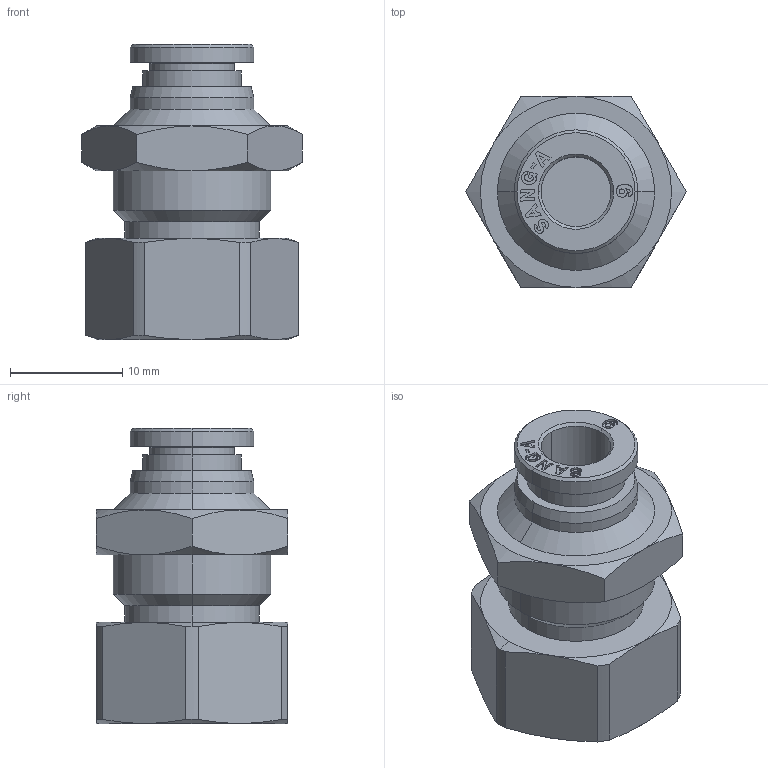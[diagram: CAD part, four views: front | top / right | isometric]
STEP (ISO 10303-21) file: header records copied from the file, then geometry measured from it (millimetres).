
FILE_DESCRIPTION (( 'STEP AP214' ), '1' );
FILE_NAME ('PMF06-G01.stp', '2015-09-23T10:31:24', ( '' ), ( '' ), 'SwSTEP 2.0', 'SolidWorks 2015', '' );
FILE_SCHEMA (( 'AUTOMOTIVE_DESIGN' ));
Length unit declared in the file: millimetre
Products named in the file (2): ｦ+ﾃｦ1; PMF06-G01
Assembly tree (1 placements, depth 2):
  PMF06-G01
    ｦ+ﾃｦ1
Bounding box: 19.63 x 17 x 26.25 mm (x, y, z)
Volume: 3752.4 mm3; surface area: 2528.3 mm2
Topology: 1 solids, 1 shells, 283 faces, 751 edges, 488 vertices
Faces by surface type: plane 186, cone 41, cylinder 30, bspline 26
Entity records: 9313 total; most frequent: CARTESIAN_POINT 2306, ORIENTED_EDGE 1502, DIRECTION 1267, EDGE_CURVE 751, VECTOR 537, LINE 537, VERTEX_POINT 488, AXIS2_PLACEMENT_3D 365
